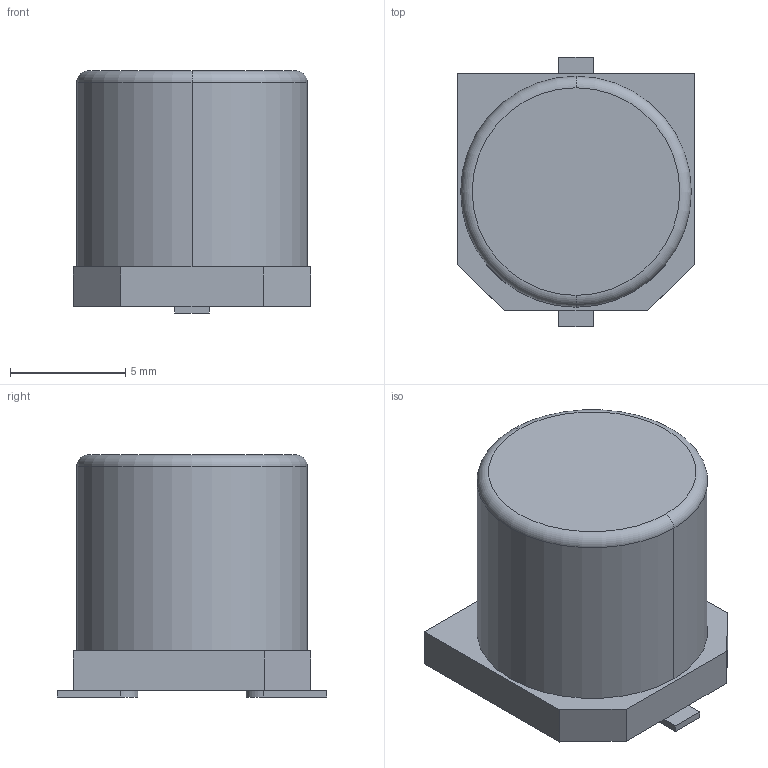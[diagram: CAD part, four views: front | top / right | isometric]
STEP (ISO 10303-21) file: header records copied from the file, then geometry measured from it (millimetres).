
FILE_DESCRIPTION((''),'2;1');
FILE_NAME('CAP_ELEC_G_PAN','2010-10-06T',('Wiebke'),(''),'PRO/ENGINEER BY PARAMETRIC TECHNOLOGY CORPORATION, 2008400','PRO/ENGINEER BY PARAMETRIC TECHNOLOGY CORPORATION, 2008400','');
FILE_SCHEMA(('AUTOMOTIVE_DESIGN_CC2 { 1 2 10303 214 -1 1 5 2 }'));
Length unit declared in the file: millimetre
Products named in the file (1): CAP_ELEC_G_PAN
Bounding box: 10.3 x 11.7 x 10.5 mm (x, y, z)
Volume: 842.3 mm3; surface area: 539.9 mm2
Topology: 1 solids, 1 shells, 25 faces, 61 edges, 40 vertices
Faces by surface type: plane 19, cylinder 4, torus 2
Entity records: 1086 total; most frequent: DIRECTION 127, CARTESIAN_POINT 126, ORIENTED_EDGE 120, PRESENTATION_STYLE_ASSIGNMENT 72, STYLED_ITEM 64, CURVE_STYLE 63, EDGE_CURVE 60, VECTOR 49
